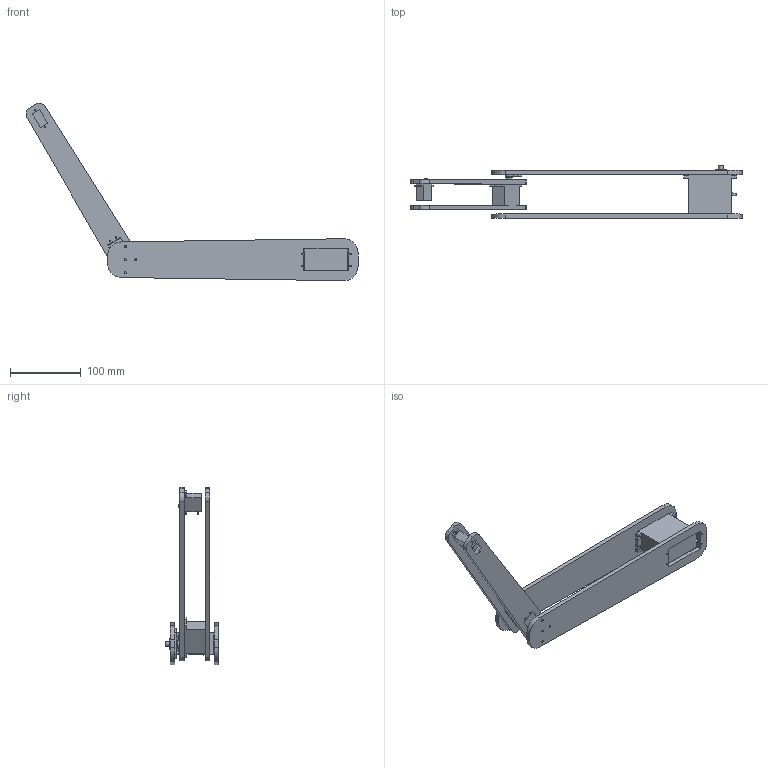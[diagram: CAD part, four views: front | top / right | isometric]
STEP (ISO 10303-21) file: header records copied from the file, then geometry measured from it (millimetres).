
FILE_DESCRIPTION((''),'2;1');
FILE_NAME('arm.stp','2014-10-10T22:24:22',('Masta'),(''),'Autodesk Inventor 2013','Autodesk Inventor 2013','');
FILE_SCHEMA(('AUTOMOTIVE_DESIGN { 1 0 10303 214 1 1 1 1 }'));
Length unit declared in the file: millimetre
Products named in the file (9): arm; segment1; segment1a; servo 33kg TGY-S8166M; servo arm BMS-630MG tripple; segment2; servo 13kg BMS-630MG; segment2a; serwo 2.8kg DS939HV
Assembly tree (10 placements, depth 3):
  arm
    segment1
      segment1a  x2
      servo 33kg TGY-S8166M
      servo arm BMS-630MG tripple
    segment2
      servo 13kg BMS-630MG
      segment2a  x2
      serwo 2.8kg DS939HV
Bounding box: 470.74 x 74.5 x 251.44 mm (x, y, z)
Volume: 462806.7 mm3; surface area: 152986.9 mm2
Topology: 8 solids, 8 shells, 718 faces, 1970 edges, 1318 vertices
Faces by surface type: plane 371, bspline 263, cylinder 81, cone 3
Full cylindrical faces by diameter (mm): 2 x25, 2.459 x3, 2.5 x3, 3 x9, 4.8 x1, 5.5 x1, 6 x2, 7 x1, 8.5 x1, 10.5 x2, 12 x1, 15 x1
Entity records: 23350 total; most frequent: CARTESIAN_POINT 7876, ORIENTED_EDGE 3548, DIRECTION 2225, EDGE_CURVE 1774, VERTEX_POINT 1203, VECTOR 1127, LINE 1127, EDGE_LOOP 813
